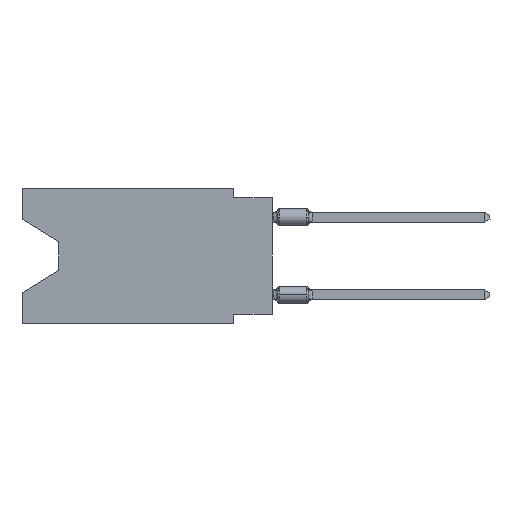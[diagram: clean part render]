
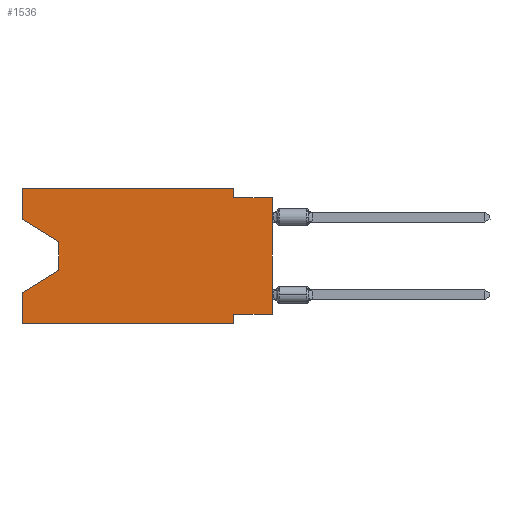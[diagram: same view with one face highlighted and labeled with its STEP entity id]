
A CAD part, left-side view. The second image highlights one B-rep face of the part: STEP entity #1536.
In plain terms, the highlighted planar face has unit normal (-1, 0, 0).
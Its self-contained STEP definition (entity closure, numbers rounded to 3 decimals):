
#85 = EDGE_CURVE ( 'NONE', #14872, #18158, #9397, .T. ) ;
#95 = DIRECTION ( 'NONE',  ( 0., -0.855, -0.519 ) ) ;
#171 = EDGE_CURVE ( 'NONE', #1789, #4105, #12761, .T. ) ;
#201 = DIRECTION ( 'NONE',  ( 0., 0., -1. ) ) ;
#499 = VECTOR ( 'NONE', #11549, 1000. ) ;
#526 = LINE ( 'NONE', #6118, #12774 ) ;
#817 = VECTOR ( 'NONE', #10902, 1000. ) ;
#1002 = VECTOR ( 'NONE', #17821, 1000. ) ;
#1369 = VECTOR ( 'NONE', #7510, 1000. ) ;
#1536 = ADVANCED_FACE ( 'NONE', ( #8553 ), #4143, .F. ) ;
#1619 = DIRECTION ( 'NONE',  ( 0., 0., 1. ) ) ;
#1732 = LINE ( 'NONE', #11460, #5520 ) ;
#1789 = VERTEX_POINT ( 'NONE', #14779 ) ;
#1825 = CARTESIAN_POINT ( 'NONE',  ( 0., 0., -0.635 ) ) ;
#2074 = ORIENTED_EDGE ( 'NONE', *, *, #8690, .T. ) ;
#2149 = VECTOR ( 'NONE', #14131, 1000. ) ;
#2318 = ORIENTED_EDGE ( 'NONE', *, *, #7959, .T. ) ;
#2413 = CARTESIAN_POINT ( 'NONE',  ( 0., 16.383, 0. ) ) ;
#2462 = LINE ( 'NONE', #2651, #817 ) ;
#2651 = CARTESIAN_POINT ( 'NONE',  ( 0., 16.383, -8.89 ) ) ;
#2734 = VECTOR ( 'NONE', #13691, 1000. ) ;
#2737 = DIRECTION ( 'NONE',  ( 0., 1., 0. ) ) ;
#3020 = LINE ( 'NONE', #1825, #1369 ) ;
#3213 = ORIENTED_EDGE ( 'NONE', *, *, #11278, .T. ) ;
#3629 = EDGE_CURVE ( 'NONE', #16253, #4105, #3020, .T. ) ;
#3671 = EDGE_CURVE ( 'NONE', #16586, #13437, #12928, .T. ) ;
#3743 = ORIENTED_EDGE ( 'NONE', *, *, #17713, .T. ) ;
#3795 = VERTEX_POINT ( 'NONE', #17529 ) ;
#3828 = CARTESIAN_POINT ( 'NONE',  ( 0., 16.383, -8.89 ) ) ;
#3918 = EDGE_LOOP ( 'NONE', ( #2074, #3213, #2318, #8664, #3743, #7230, #10668, #14758, #9765, #6409, #12889, #16299 ) ) ;
#4105 = VERTEX_POINT ( 'NONE', #5015 ) ;
#4143 = PLANE ( 'NONE',  #5709 ) ;
#4474 = DIRECTION ( 'NONE',  ( 0., 0.855, -0.519 ) ) ;
#4704 = CARTESIAN_POINT ( 'NONE',  ( 0., 2.54, -8.89 ) ) ;
#5015 = CARTESIAN_POINT ( 'NONE',  ( 0., 0., -0.635 ) ) ;
#5520 = VECTOR ( 'NONE', #4474, 1000. ) ;
#5709 = AXIS2_PLACEMENT_3D ( 'NONE', #12765, #10015, #201 ) ;
#5958 = LINE ( 'NONE', #11561, #8486 ) ;
#6118 = CARTESIAN_POINT ( 'NONE',  ( 0., 16.383, 0. ) ) ;
#6172 = LINE ( 'NONE', #4704, #6661 ) ;
#6409 = ORIENTED_EDGE ( 'NONE', *, *, #14385, .F. ) ;
#6661 = VECTOR ( 'NONE', #10211, 1000. ) ;
#7041 = LINE ( 'NONE', #12462, #10158 ) ;
#7230 = ORIENTED_EDGE ( 'NONE', *, *, #12602, .F. ) ;
#7510 = DIRECTION ( 'NONE',  ( 0., -1., 0. ) ) ;
#7959 = EDGE_CURVE ( 'NONE', #3795, #18158, #1732, .T. ) ;
#8269 = LINE ( 'NONE', #12489, #17173 ) ;
#8486 = VECTOR ( 'NONE', #95, 1000. ) ;
#8553 = FACE_OUTER_BOUND ( 'NONE', #3918, .T. ) ;
#8664 = ORIENTED_EDGE ( 'NONE', *, *, #85, .F. ) ;
#8690 = EDGE_CURVE ( 'NONE', #13019, #12690, #5958, .T. ) ;
#8785 = CARTESIAN_POINT ( 'NONE',  ( 0., 2.54, 0. ) ) ;
#9397 = LINE ( 'NONE', #2413, #2734 ) ;
#9483 = CARTESIAN_POINT ( 'NONE',  ( 0., 16.383, -6.852 ) ) ;
#9765 = ORIENTED_EDGE ( 'NONE', *, *, #3629, .F. ) ;
#9929 = CARTESIAN_POINT ( 'NONE',  ( 0., 0., 0. ) ) ;
#10015 = DIRECTION ( 'NONE',  ( 1., 0., 0. ) ) ;
#10158 = VECTOR ( 'NONE', #2737, 1000. ) ;
#10173 = CARTESIAN_POINT ( 'NONE',  ( 0., 16.383, 0. ) ) ;
#10211 = DIRECTION ( 'NONE',  ( 0., 0., -1. ) ) ;
#10539 = EDGE_CURVE ( 'NONE', #1789, #16351, #7041, .T. ) ;
#10668 = ORIENTED_EDGE ( 'NONE', *, *, #10539, .F. ) ;
#10740 = CARTESIAN_POINT ( 'NONE',  ( 0., 2.54, 0. ) ) ;
#10902 = DIRECTION ( 'NONE',  ( 0., -1., 0. ) ) ;
#11278 = EDGE_CURVE ( 'NONE', #12690, #3795, #8269, .T. ) ;
#11460 = CARTESIAN_POINT ( 'NONE',  ( 0., 13.97, -5.385 ) ) ;
#11549 = DIRECTION ( 'NONE',  ( 0., -1., 0. ) ) ;
#11561 = CARTESIAN_POINT ( 'NONE',  ( 0., 16.383, -2.038 ) ) ;
#11937 = LINE ( 'NONE', #10740, #1002 ) ;
#12077 = CARTESIAN_POINT ( 'NONE',  ( 0., 2.54, -0.635 ) ) ;
#12462 = CARTESIAN_POINT ( 'NONE',  ( 0., 0., -8.255 ) ) ;
#12489 = CARTESIAN_POINT ( 'NONE',  ( 0., 13.97, -3.505 ) ) ;
#12602 = EDGE_CURVE ( 'NONE', #16351, #13494, #6172, .T. ) ;
#12690 = VERTEX_POINT ( 'NONE', #17198 ) ;
#12761 = LINE ( 'NONE', #9929, #2149 ) ;
#12765 = CARTESIAN_POINT ( 'NONE',  ( 0., 16.383, 0. ) ) ;
#12774 = VECTOR ( 'NONE', #1619, 1000. ) ;
#12889 = ORIENTED_EDGE ( 'NONE', *, *, #3671, .F. ) ;
#12928 = LINE ( 'NONE', #10173, #499 ) ;
#13019 = VERTEX_POINT ( 'NONE', #17254 ) ;
#13437 = VERTEX_POINT ( 'NONE', #8785 ) ;
#13494 = VERTEX_POINT ( 'NONE', #17396 ) ;
#13691 = DIRECTION ( 'NONE',  ( 0., 0., 1. ) ) ;
#14131 = DIRECTION ( 'NONE',  ( 0., 0., 1. ) ) ;
#14385 = EDGE_CURVE ( 'NONE', #13437, #16253, #11937, .T. ) ;
#14758 = ORIENTED_EDGE ( 'NONE', *, *, #171, .T. ) ;
#14779 = CARTESIAN_POINT ( 'NONE',  ( 0., 0., -8.255 ) ) ;
#14872 = VERTEX_POINT ( 'NONE', #3828 ) ;
#16172 = EDGE_CURVE ( 'NONE', #13019, #16586, #526, .T. ) ;
#16253 = VERTEX_POINT ( 'NONE', #12077 ) ;
#16299 = ORIENTED_EDGE ( 'NONE', *, *, #16172, .F. ) ;
#16351 = VERTEX_POINT ( 'NONE', #17405 ) ;
#16586 = VERTEX_POINT ( 'NONE', #17308 ) ;
#17173 = VECTOR ( 'NONE', #18098, 1000. ) ;
#17198 = CARTESIAN_POINT ( 'NONE',  ( 0., 13.97, -3.505 ) ) ;
#17254 = CARTESIAN_POINT ( 'NONE',  ( 0., 16.383, -2.038 ) ) ;
#17308 = CARTESIAN_POINT ( 'NONE',  ( 0., 16.383, 0. ) ) ;
#17396 = CARTESIAN_POINT ( 'NONE',  ( 0., 2.54, -8.89 ) ) ;
#17405 = CARTESIAN_POINT ( 'NONE',  ( 0., 2.54, -8.255 ) ) ;
#17529 = CARTESIAN_POINT ( 'NONE',  ( 0., 13.97, -5.385 ) ) ;
#17713 = EDGE_CURVE ( 'NONE', #14872, #13494, #2462, .T. ) ;
#17821 = DIRECTION ( 'NONE',  ( 0., 0., -1. ) ) ;
#18098 = DIRECTION ( 'NONE',  ( 0., 0., -1. ) ) ;
#18158 = VERTEX_POINT ( 'NONE', #9483 ) ;
